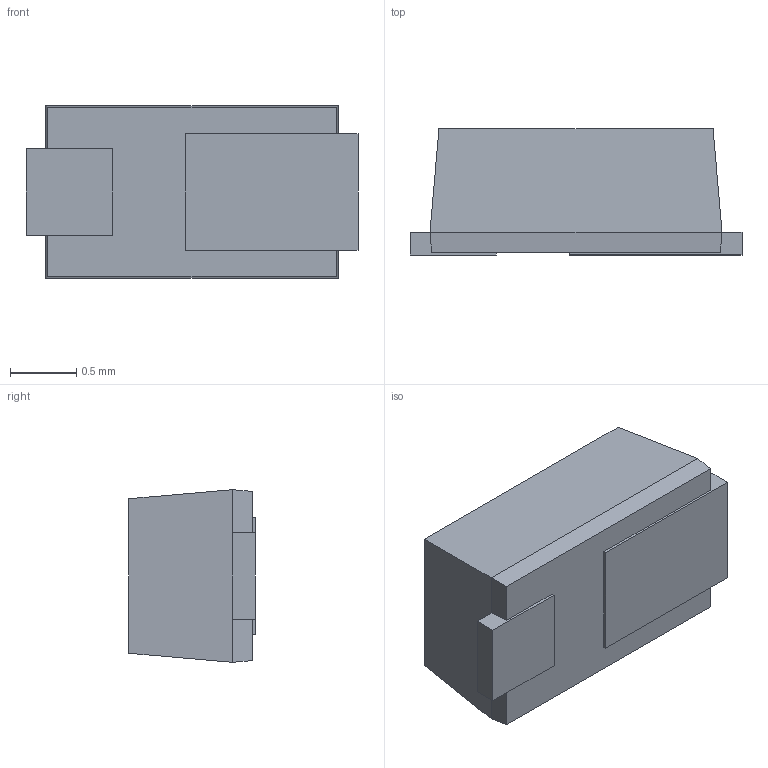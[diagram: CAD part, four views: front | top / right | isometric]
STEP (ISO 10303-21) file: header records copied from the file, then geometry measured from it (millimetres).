
FILE_DESCRIPTION( (''), '2;1');
FILE_NAME ('PMDE.stp','2022-07-06T14:40:58',(''),(''),'spGate 18.9.3 (****-****-****-****)','','');
FILE_SCHEMA (('AUTOMOTIVE_DESIGN'));
Length unit declared in the file: millimetre
Products named in the file (4): Assembly; PMDE-prt0; PMDE-prt1; PMDE-prt2
Assembly tree (3 placements, depth 2):
  Assembly
    PMDE-prt0
    PMDE-prt1
    PMDE-prt2
Bounding box: 2.5 x 0.95 x 1.3 mm (x, y, z)
Volume: 2.5 mm3; surface area: 15.3 mm2
Topology: 3 solids, 3 shells, 26 faces, 56 edges, 36 vertices
Faces by surface type: plane 26
Entity records: 1284 total; most frequent: CARTESIAN_POINT 126, DIRECTION 124, ORIENTED_EDGE 112, COLOUR_RGB 85, PRESENTATION_STYLE_ASSIGNMENT 85, STYLED_ITEM 85, EDGE_CURVE 56, LINE 56
